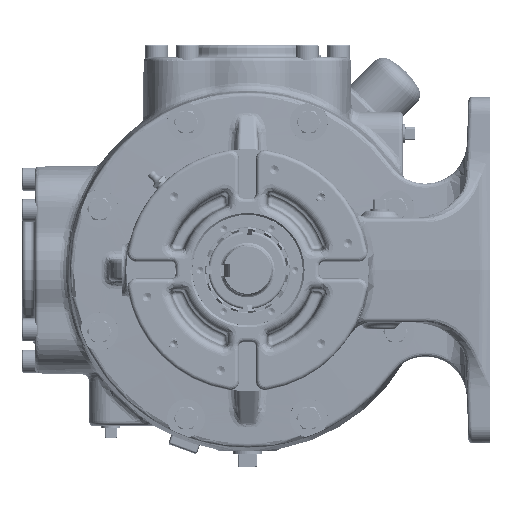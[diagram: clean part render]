
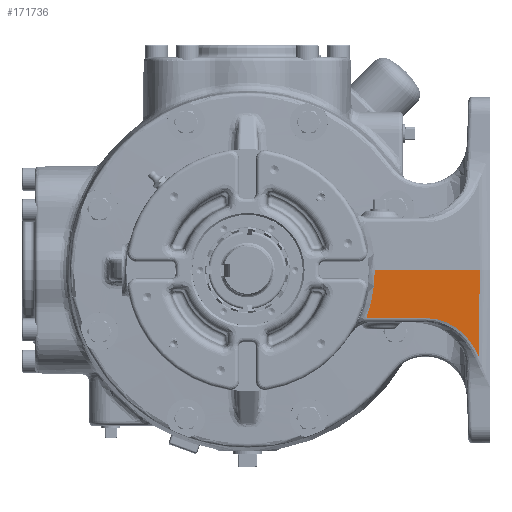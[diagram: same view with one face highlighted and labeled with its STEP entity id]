
A CAD part, left-side view. The second image highlights one B-rep face of the part: STEP entity #171736.
In plain terms, the highlighted planar face has unit normal (-0.642, -0.766, -0.035).
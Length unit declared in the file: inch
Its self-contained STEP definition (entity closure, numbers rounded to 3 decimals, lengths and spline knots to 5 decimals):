
#4707 = CARTESIAN_POINT ( 'NONE',  ( -5.89595, -6.66768, -2.49565 ) ) ;
#10264 = EDGE_CURVE ( 'NONE', #345994, #79152, #309941, .T. ) ;
#13228 = EDGE_CURVE ( 'NONE', #230576, #79152, #284758, .T. ) ;
#14510 = CARTESIAN_POINT ( 'NONE',  ( -9.5972, -3.67574, 0. ) ) ;
#14597 = EDGE_CURVE ( 'NONE', #122074, #26410, #240561, .T. ) ;
#26410 = VERTEX_POINT ( 'NONE', #128573 ) ;
#28964 = CARTESIAN_POINT ( 'NONE',  ( -9.80892, -3.43498, -1.38419 ) ) ;
#32235 = ORIENTED_EDGE ( 'NONE', *, *, #14597, .T. ) ;
#79152 = VERTEX_POINT ( 'NONE', #173853 ) ;
#87271 = VECTOR ( 'NONE', #130587, 39.37008 ) ;
#90248 = ORIENTED_EDGE ( 'NONE', *, *, #13228, .F. ) ;
#95843 = EDGE_CURVE ( 'NONE', #230576, #122074, #113932, .T. ) ;
#95959 = CARTESIAN_POINT ( 'NONE',  ( -9.80892, -3.43498, -1.38419 ) ) ;
#101042 = CARTESIAN_POINT ( 'NONE',  ( -7.76069, -5.15365, -1.38419 ) ) ;
#101671 =( BOUNDED_CURVE ( )  B_SPLINE_CURVE ( 3, ( #101042, #167373, #142798, #4707 ),
 .UNSPECIFIED., .F., .T. ) 
 B_SPLINE_CURVE_WITH_KNOTS ( ( 4, 4 ),
 ( 1.62507, 2.70008 ),
 .UNSPECIFIED. ) 
 CURVE ( )  GEOMETRIC_REPRESENTATION_ITEM ( )  RATIONAL_B_SPLINE_CURVE ( ( 1., 0.906, 0.906, 1. ) ) 
 REPRESENTATION_ITEM ( '' )  );
#109301 = CARTESIAN_POINT ( 'NONE',  ( -9.57499, -3.67283, -0.47265 ) ) ;
#111569 = VECTOR ( 'NONE', #255093, 39.37008 ) ;
#113932 =( BOUNDED_CURVE ( )  B_SPLINE_CURVE ( 3, ( #188135, #109301, #298165, #28964 ),
 .UNSPECIFIED., .F., .T. ) 
 B_SPLINE_CURVE_WITH_KNOTS ( ( 4, 4 ),
 ( 3.1022, 3.4343 ),
 .UNSPECIFIED. ) 
 CURVE ( )  GEOMETRIC_REPRESENTATION_ITEM ( )  RATIONAL_B_SPLINE_CURVE ( ( 1., 0.991, 0.991, 1. ) ) 
 REPRESENTATION_ITEM ( '' )  );
#122074 = VERTEX_POINT ( 'NONE', #95959 ) ;
#123569 = VECTOR ( 'NONE', #311666, 39.37008 ) ;
#128573 = CARTESIAN_POINT ( 'NONE',  ( -7.76069, -5.15365, -1.38419 ) ) ;
#130587 = DIRECTION ( 'NONE',  ( 0.766, -0.643, 0. ) ) ;
#142798 = CARTESIAN_POINT ( 'NONE',  ( -6.27591, -6.38088, -1.79312 ) ) ;
#149185 = EDGE_CURVE ( 'NONE', #26410, #345994, #101671, .T. ) ;
#167373 = CARTESIAN_POINT ( 'NONE',  ( -6.96199, -5.82384, -1.38419 ) ) ;
#171736 = ADVANCED_FACE ( 'NONE', ( #280368 ), #301430, .T. ) ;
#173853 = CARTESIAN_POINT ( 'NONE',  ( -5.9831, -6.70832, 0. ) ) ;
#178873 = EDGE_LOOP ( 'NONE', ( #90248, #200874, #32235, #306957, #187965 ) ) ;
#187965 = ORIENTED_EDGE ( 'NONE', *, *, #10264, .T. ) ;
#188135 = CARTESIAN_POINT ( 'NONE',  ( -9.5972, -3.67574, 0. ) ) ;
#200874 = ORIENTED_EDGE ( 'NONE', *, *, #95843, .T. ) ;
#205151 = CARTESIAN_POINT ( 'NONE',  ( -5.39071, -7.2054, 0. ) ) ;
#230576 = VERTEX_POINT ( 'NONE', #14510 ) ;
#231293 = DIRECTION ( 'NONE',  ( 0.766, -0.643, 0. ) ) ;
#240561 = LINE ( 'NONE', #340558, #87271 ) ;
#255093 = DIRECTION ( 'NONE',  ( 0.766, -0.643, 0. ) ) ;
#280368 = FACE_OUTER_BOUND ( 'NONE', #178873, .T. ) ;
#283620 = CARTESIAN_POINT ( 'NONE',  ( -5.98297, -6.70826, -0.00379 ) ) ;
#284758 = LINE ( 'NONE', #335585, #111569 ) ;
#287273 = DIRECTION ( 'NONE',  ( -0.642, -0.766, -0.035 ) ) ;
#295698 = AXIS2_PLACEMENT_3D ( 'NONE', #205151, #287273, #231293 ) ;
#298165 = CARTESIAN_POINT ( 'NONE',  ( -9.64622, -3.59183, -0.93831 ) ) ;
#301430 = PLANE ( 'NONE',  #295698 ) ;
#306957 = ORIENTED_EDGE ( 'NONE', *, *, #149185, .T. ) ;
#309941 = LINE ( 'NONE', #283620, #123569 ) ;
#311666 = DIRECTION ( 'NONE',  ( -0.035, -0.016, 0.999 ) ) ;
#333343 = CARTESIAN_POINT ( 'NONE',  ( -5.89595, -6.66768, -2.49565 ) ) ;
#335585 = CARTESIAN_POINT ( 'NONE',  ( -5.39071, -7.2054, 0. ) ) ;
#340558 = CARTESIAN_POINT ( 'NONE',  ( -5.35964, -7.16837, -1.38419 ) ) ;
#345994 = VERTEX_POINT ( 'NONE', #333343 ) ;
